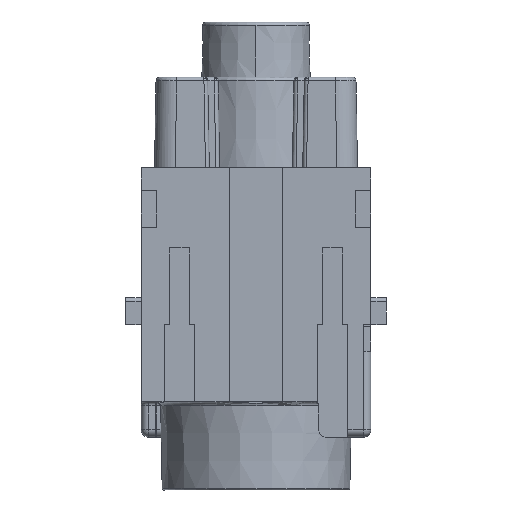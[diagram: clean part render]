
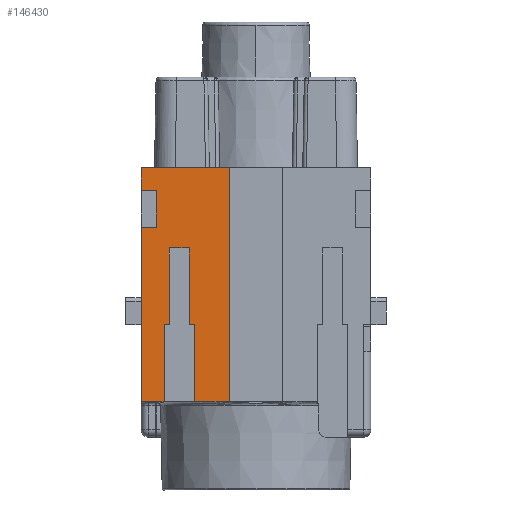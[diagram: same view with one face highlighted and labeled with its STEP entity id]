
A CAD part, left-side view. The second image highlights one B-rep face of the part: STEP entity #146430.
In plain terms, the highlighted face is planar.
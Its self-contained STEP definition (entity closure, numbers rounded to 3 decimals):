
#42790=CARTESIAN_POINT('',(56.048,88.357,-32.)
);
#42800=VERTEX_POINT('',#42790);
#42830=CARTESIAN_POINT('',(56.048,88.357,-29.441)
);
#42840=DIRECTION('',(0.,0.,-1.));
#42850=VECTOR('',#42840,1.);
#42860=LINE('',#42830,#42850);
#42870=CARTESIAN_POINT('',(56.048,88.357,-29.)
);
#42880=VERTEX_POINT('',#42870);
#42890=EDGE_CURVE('',#42880,#42800,#42860,.T.);
#43110=CARTESIAN_POINT('',(56.048,88.357,-25.)
);
#43120=VERTEX_POINT('',#43110);
#43150=CARTESIAN_POINT('',(56.048,88.357,-29.441)
);
#43160=DIRECTION('',(0.,0.,-1.));
#43170=VECTOR('',#43160,1.);
#43180=LINE('',#43150,#43170);
#43190=CARTESIAN_POINT('',(56.048,88.357,-20.5)
);
#43200=VERTEX_POINT('',#43190);
#43210=EDGE_CURVE('',#43200,#43120,#43180,.T.);
#48530=CARTESIAN_POINT('',(56.048,79.057,
-32.));
#48540=DIRECTION('',(1.,0.,0.));
#48550=DIRECTION('',(0.,0.,1.));
#48560=AXIS2_PLACEMENT_3D('',#48530,#48540,#48550);
#48570=PLANE('',#48560);
#49130=CARTESIAN_POINT('',(56.048,57.757,
-29.441));
#49140=DIRECTION('',(0.,0.,-1.));
#49150=VECTOR('',#49140,1.);
#49160=LINE('',#49130,#49150);
#56680=CARTESIAN_POINT('',(56.048,57.757,-20.5)
);
#56690=VERTEX_POINT('',#56680);
#56720=CARTESIAN_POINT('',(56.048,57.757,
-32.));
#56730=VERTEX_POINT('',#56720);
#56740=EDGE_CURVE('',#56690,#56730,#49160,.T.);
#145400=CARTESIAN_POINT('',(56.048,78.257,-25.
));
#145410=DIRECTION('',(0.,0.,-1.));
#145420=VECTOR('',#145410,1.);
#145430=LINE('',#145400,#145420);
#145440=CARTESIAN_POINT('',(56.048,78.257,-25.
));
#145450=VERTEX_POINT('',#145440);
#145460=CARTESIAN_POINT('',(56.048,78.257,-25.7
));
#145470=VERTEX_POINT('',#145460);
#145480=EDGE_CURVE('',#145450,#145470,#145430,.T.);
#145490=ORIENTED_EDGE('',*,*,#145480,.F.);
#145500=CARTESIAN_POINT('',(56.048,78.257,-25.7
));
#145510=DIRECTION('',(0.,-1.,0.));
#145520=VECTOR('',#145510,1.);
#145530=LINE('',#145500,#145520);
#145540=CARTESIAN_POINT('',(56.048,68.257,-25.7
));
#145550=VERTEX_POINT('',#145540);
#145560=EDGE_CURVE('',#145470,#145550,#145530,.T.);
#145570=ORIENTED_EDGE('',*,*,#145560,.F.);
#145580=CARTESIAN_POINT('',(56.048,68.257,-29.441
));
#145590=DIRECTION('',(0.,0.,1.));
#145600=VECTOR('',#145590,1.);
#145610=LINE('',#145580,#145600);
#145620=CARTESIAN_POINT('',(56.048,68.257,-28.3
));
#145630=VERTEX_POINT('',#145620);
#145640=EDGE_CURVE('',#145630,#145550,#145610,.T.);
#145650=ORIENTED_EDGE('',*,*,#145640,.T.);
#145660=CARTESIAN_POINT('',(56.048,68.257,-28.3
));
#145670=DIRECTION('',(0.,1.,0.));
#145680=VECTOR('',#145670,1.);
#145690=LINE('',#145660,#145680);
#145700=CARTESIAN_POINT('',(56.048,78.257,-28.3
));
#145710=VERTEX_POINT('',#145700);
#145720=EDGE_CURVE('',#145630,#145710,#145690,.T.);
#145730=ORIENTED_EDGE('',*,*,#145720,.F.);
#145740=CARTESIAN_POINT('',(56.048,78.257,-28.3
));
#145750=DIRECTION('',(0.,0.,-1.));
#145760=VECTOR('',#145750,1.);
#145770=LINE('',#145740,#145760);
#145780=CARTESIAN_POINT('',(56.048,78.257,-29.
));
#145790=VERTEX_POINT('',#145780);
#145800=EDGE_CURVE('',#145710,#145790,#145770,.T.);
#145810=ORIENTED_EDGE('',*,*,#145800,.F.);
#145820=CARTESIAN_POINT('',(56.048,79.057,-29.
));
#145830=DIRECTION('',(0.,1.,0.));
#145840=VECTOR('',#145830,1.);
#145850=LINE('',#145820,#145840);
#145860=EDGE_CURVE('',#145790,#42880,#145850,.T.);
#145870=ORIENTED_EDGE('',*,*,#145860,.F.);
#145880=ORIENTED_EDGE('',*,*,#42890,.F.);
#145890=CARTESIAN_POINT('',(56.048,58.057,
-32.));
#145900=DIRECTION('',(0.,1.,0.));
#145910=VECTOR('',#145900,1.);
#145920=LINE('',#145890,#145910);
#145930=CARTESIAN_POINT('',(56.048,65.557,
-32.));
#145940=VERTEX_POINT('',#145930);
#145950=EDGE_CURVE('',#145940,#42800,#145920,.T.);
#145960=ORIENTED_EDGE('',*,*,#145950,.T.);
#145970=CARTESIAN_POINT('',(56.048,65.557,
-29.441));
#145980=DIRECTION('',(0.,0.,1.));
#145990=VECTOR('',#145980,1.);
#146000=LINE('',#145970,#145990);
#146010=CARTESIAN_POINT('',(56.048,65.557,
-30.));
#146020=VERTEX_POINT('',#146010);
#146030=EDGE_CURVE('',#145940,#146020,#146000,.T.);
#146040=ORIENTED_EDGE('',*,*,#146030,.F.);
#146050=CARTESIAN_POINT('',(56.048,58.057,
-30.));
#146060=DIRECTION('',(0.,-1.,0.));
#146070=VECTOR('',#146060,1.);
#146080=LINE('',#146050,#146070);
#146090=CARTESIAN_POINT('',(56.048,60.757,
-30.));
#146100=VERTEX_POINT('',#146090);
#146110=EDGE_CURVE('',#146020,#146100,#146080,.T.);
#146120=ORIENTED_EDGE('',*,*,#146110,.F.);
#146130=CARTESIAN_POINT('',(56.048,60.757,
-33.562));
#146140=DIRECTION('',(0.,0.,1.));
#146150=VECTOR('',#146140,1.);
#146160=LINE('',#146130,#146150);
#146170=CARTESIAN_POINT('',(56.048,60.757,
-32.));
#146180=VERTEX_POINT('',#146170);
#146190=EDGE_CURVE('',#146180,#146100,#146160,.T.);
#146200=ORIENTED_EDGE('',*,*,#146190,.T.);
#146210=CARTESIAN_POINT('',(56.048,79.057,
-32.));
#146220=DIRECTION('',(0.,-1.,0.));
#146230=VECTOR('',#146220,1.);
#146240=LINE('',#146210,#146230);
#146250=EDGE_CURVE('',#146180,#56730,#146240,.T.);
#146260=ORIENTED_EDGE('',*,*,#146250,.F.);
#146270=ORIENTED_EDGE('',*,*,#56740,.T.);
#146280=CARTESIAN_POINT('',(56.048,58.057,-20.5
));
#146290=DIRECTION('',(0.,1.,0.));
#146300=VECTOR('',#146290,1.);
#146310=LINE('',#146280,#146300);
#146320=EDGE_CURVE('',#56690,#43200,#146310,.T.);
#146330=ORIENTED_EDGE('',*,*,#146320,.F.);
#146340=ORIENTED_EDGE('',*,*,#43210,.F.);
#146350=CARTESIAN_POINT('',(56.048,79.057,-25.
));
#146360=DIRECTION('',(0.,-1.,0.));
#146370=VECTOR('',#146360,1.);
#146380=LINE('',#146350,#146370);
#146390=EDGE_CURVE('',#43120,#145450,#146380,.T.);
#146400=ORIENTED_EDGE('',*,*,#146390,.F.);
#146410=EDGE_LOOP('',(#146400,#146340,#146330,#146270,#146260,#146200,
#146120,#146040,#145960,#145880,#145870,#145810,#145730,#145650,#145570,
#145490));
#146420=FACE_OUTER_BOUND('',#146410,.T.);
#146430=ADVANCED_FACE('',(#146420),#48570,.T.);
